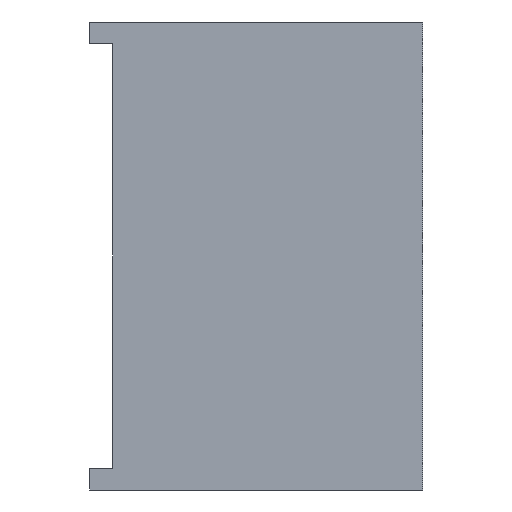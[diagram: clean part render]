
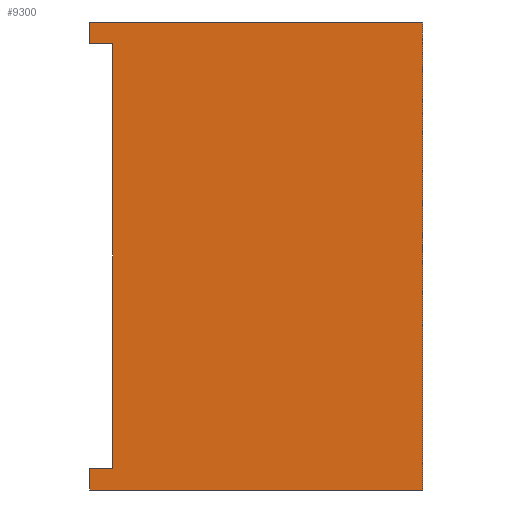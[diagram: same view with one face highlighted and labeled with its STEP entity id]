
A CAD part, left-side view. The second image highlights one B-rep face of the part: STEP entity #9300.
In plain terms, the highlighted planar face has unit normal (-1, 0, 0).
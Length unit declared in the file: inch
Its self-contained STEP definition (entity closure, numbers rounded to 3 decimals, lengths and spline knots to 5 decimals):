
#1470=DIRECTION('',(0.,-1.,0.));
#1471=VECTOR('',#1470,0.185);
#1472=CARTESIAN_POINT('',(-0.124,0.185,-0.13));
#1473=LINE('',#1472,#1471);
#1502=DIRECTION('',(0.,0.,-1.));
#1503=VECTOR('',#1502,0.26);
#1504=CARTESIAN_POINT('',(-0.124,0.,0.13));
#1505=LINE('',#1504,#1503);
#1506=DIRECTION('',(0.,-1.,0.));
#1507=VECTOR('',#1506,0.013);
#1508=CARTESIAN_POINT('',(-0.124,0.185,-0.118));
#1509=LINE('',#1508,#1507);
#1510=DIRECTION('',(0.,-1.,0.));
#1511=VECTOR('',#1510,0.185);
#1512=CARTESIAN_POINT('',(-0.124,0.185,0.13));
#1513=LINE('',#1512,#1511);
#1526=DIRECTION('',(0.,0.,-1.));
#1527=VECTOR('',#1526,0.012);
#1528=CARTESIAN_POINT('',(-0.124,0.185,-0.118));
#1529=LINE('',#1528,#1527);
#1590=DIRECTION('',(0.,0.,-1.));
#1591=VECTOR('',#1590,0.236);
#1592=CARTESIAN_POINT('',(-0.124,0.172,0.118));
#1593=LINE('',#1592,#1591);
#1878=DIRECTION('',(0.,0.,-1.));
#1879=VECTOR('',#1878,0.012);
#1880=CARTESIAN_POINT('',(-0.124,0.185,0.13));
#1881=LINE('',#1880,#1879);
#1890=DIRECTION('',(0.,-1.,0.));
#1891=VECTOR('',#1890,0.013);
#1892=CARTESIAN_POINT('',(-0.124,0.185,0.118));
#1893=LINE('',#1892,#1891);
#6206=CARTESIAN_POINT('',(-0.124,0.,-0.13));
#6208=VERTEX_POINT('',#6206);
#6210=CARTESIAN_POINT('',(-0.124,0.,0.13));
#6211=VERTEX_POINT('',#6210);
#7853=CARTESIAN_POINT('',(-0.124,0.185,-0.13));
#7854=VERTEX_POINT('',#7853);
#7857=CARTESIAN_POINT('',(-0.124,0.185,0.13));
#7858=VERTEX_POINT('',#7857);
#7875=CARTESIAN_POINT('',(-0.124,0.185,-0.118));
#7876=VERTEX_POINT('',#7875);
#7877=CARTESIAN_POINT('',(-0.124,0.172,-0.118));
#7878=VERTEX_POINT('',#7877);
#7879=CARTESIAN_POINT('',(-0.124,0.172,0.118));
#7880=VERTEX_POINT('',#7879);
#7881=CARTESIAN_POINT('',(-0.124,0.185,0.118));
#7882=VERTEX_POINT('',#7881);
#9280=CARTESIAN_POINT('',(-0.124,0.,-0.13));
#9281=DIRECTION('',(1.,0.,0.));
#9282=DIRECTION('',(0.,0.,1.));
#9283=AXIS2_PLACEMENT_3D('',#9280,#9281,#9282);
#9284=PLANE('',#9283);
#9285=ORIENTED_EDGE('',*,*,#8545,.T.);
#9286=ORIENTED_EDGE('',*,*,#9231,.F.);
#9288=ORIENTED_EDGE('',*,*,#9287,.F.);
#9290=ORIENTED_EDGE('',*,*,#9289,.T.);
#9292=ORIENTED_EDGE('',*,*,#9291,.F.);
#9294=ORIENTED_EDGE('',*,*,#9293,.F.);
#9296=ORIENTED_EDGE('',*,*,#9295,.F.);
#9297=ORIENTED_EDGE('',*,*,#9256,.T.);
#9298=EDGE_LOOP('',(#9285,#9286,#9288,#9290,#9292,#9294,#9296,#9297));
#9299=FACE_OUTER_BOUND('',#9298,.F.);
#9300=ADVANCED_FACE('',(#9299),#9284,.F.);
#8545=EDGE_CURVE('',#6211,#6208,#1505,.T.);
#9231=EDGE_CURVE('',#7854,#6208,#1473,.T.);
#9256=EDGE_CURVE('',#7858,#6211,#1513,.T.);
#9287=EDGE_CURVE('',#7876,#7854,#1529,.T.);
#9289=EDGE_CURVE('',#7876,#7878,#1509,.T.);
#9291=EDGE_CURVE('',#7880,#7878,#1593,.T.);
#9293=EDGE_CURVE('',#7882,#7880,#1893,.T.);
#9295=EDGE_CURVE('',#7858,#7882,#1881,.T.);
